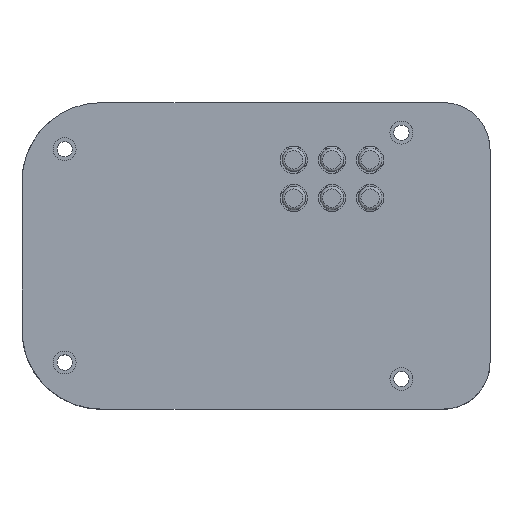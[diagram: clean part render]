
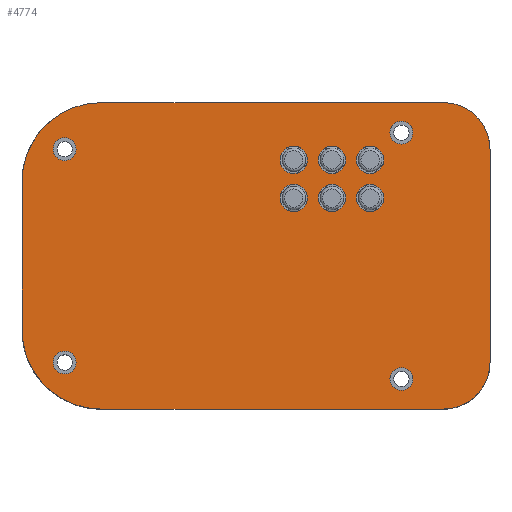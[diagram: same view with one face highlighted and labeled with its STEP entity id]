
A CAD part, top view. The second image highlights one B-rep face of the part: STEP entity #4774.
In plain terms, the highlighted planar face has unit normal (0, 0, 1).
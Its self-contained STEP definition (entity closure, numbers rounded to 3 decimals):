
#129=FACE_BOUND('',#654,.T.);
#130=FACE_BOUND('',#655,.T.);
#131=FACE_BOUND('',#656,.T.);
#132=FACE_BOUND('',#657,.T.);
#133=FACE_BOUND('',#658,.T.);
#134=FACE_BOUND('',#659,.T.);
#135=FACE_BOUND('',#660,.T.);
#136=FACE_BOUND('',#661,.T.);
#137=FACE_BOUND('',#662,.T.);
#138=FACE_BOUND('',#663,.T.);
#177=PLANE('',#5152);
#363=FACE_OUTER_BOUND('',#653,.T.);
#653=EDGE_LOOP('',(#3471,#3472,#3473,#3474,#3475,#3476,#3477,#3478));
#654=EDGE_LOOP('',(#3479));
#655=EDGE_LOOP('',(#3480));
#656=EDGE_LOOP('',(#3481));
#657=EDGE_LOOP('',(#3482));
#658=EDGE_LOOP('',(#3483));
#659=EDGE_LOOP('',(#3484));
#660=EDGE_LOOP('',(#3485));
#661=EDGE_LOOP('',(#3486));
#662=EDGE_LOOP('',(#3487));
#663=EDGE_LOOP('',(#3488));
#968=CIRCLE('',#5122,2.7);
#973=CIRCLE('',#5131,2.7);
#982=CIRCLE('',#5145,2.7);
#983=CIRCLE('',#5147,2.7);
#984=CIRCLE('',#5149,2.7);
#985=CIRCLE('',#5151,2.7);
#986=CIRCLE('',#5153,9.15);
#987=CIRCLE('',#5154,15.5);
#988=CIRCLE('',#5155,15.5);
#989=CIRCLE('',#5156,9.15);
#990=CIRCLE('',#5157,2.25);
#991=CIRCLE('',#5158,2.25);
#992=CIRCLE('',#5159,2.25);
#993=CIRCLE('',#5160,2.25);
#1271=LINE('',#7496,#1652);
#1272=LINE('',#7500,#1653);
#1273=LINE('',#7504,#1654);
#1274=LINE('',#7508,#1655);
#1652=VECTOR('',#5931,10.);
#1653=VECTOR('',#5934,10.);
#1654=VECTOR('',#5937,10.);
#1655=VECTOR('',#5940,10.);
#2057=VERTEX_POINT('',#7433);
#2064=VERTEX_POINT('',#7455);
#2071=VERTEX_POINT('',#7478);
#2072=VERTEX_POINT('',#7482);
#2073=VERTEX_POINT('',#7486);
#2074=VERTEX_POINT('',#7490);
#2075=VERTEX_POINT('',#7494);
#2076=VERTEX_POINT('',#7495);
#2077=VERTEX_POINT('',#7497);
#2078=VERTEX_POINT('',#7499);
#2079=VERTEX_POINT('',#7501);
#2080=VERTEX_POINT('',#7503);
#2081=VERTEX_POINT('',#7505);
#2082=VERTEX_POINT('',#7507);
#2083=VERTEX_POINT('',#7510);
#2084=VERTEX_POINT('',#7512);
#2085=VERTEX_POINT('',#7514);
#2086=VERTEX_POINT('',#7516);
#2578=EDGE_CURVE('',#2057,#2057,#968,.T.);
#2589=EDGE_CURVE('',#2064,#2064,#973,.T.);
#2600=EDGE_CURVE('',#2071,#2071,#982,.T.);
#2602=EDGE_CURVE('',#2072,#2072,#983,.T.);
#2604=EDGE_CURVE('',#2073,#2073,#984,.T.);
#2606=EDGE_CURVE('',#2074,#2074,#985,.T.);
#2608=EDGE_CURVE('',#2075,#2076,#1271,.T.);
#2609=EDGE_CURVE('',#2077,#2075,#986,.T.);
#2610=EDGE_CURVE('',#2078,#2077,#1272,.T.);
#2611=EDGE_CURVE('',#2079,#2078,#987,.T.);
#2612=EDGE_CURVE('',#2080,#2079,#1273,.T.);
#2613=EDGE_CURVE('',#2081,#2080,#988,.T.);
#2614=EDGE_CURVE('',#2082,#2081,#1274,.T.);
#2615=EDGE_CURVE('',#2076,#2082,#989,.T.);
#2616=EDGE_CURVE('',#2083,#2083,#990,.T.);
#2617=EDGE_CURVE('',#2084,#2084,#991,.T.);
#2618=EDGE_CURVE('',#2085,#2085,#992,.T.);
#2619=EDGE_CURVE('',#2086,#2086,#993,.T.);
#3471=ORIENTED_EDGE('',*,*,#2608,.F.);
#3472=ORIENTED_EDGE('',*,*,#2609,.F.);
#3473=ORIENTED_EDGE('',*,*,#2610,.F.);
#3474=ORIENTED_EDGE('',*,*,#2611,.F.);
#3475=ORIENTED_EDGE('',*,*,#2612,.F.);
#3476=ORIENTED_EDGE('',*,*,#2613,.F.);
#3477=ORIENTED_EDGE('',*,*,#2614,.F.);
#3478=ORIENTED_EDGE('',*,*,#2615,.F.);
#3479=ORIENTED_EDGE('',*,*,#2589,.T.);
#3480=ORIENTED_EDGE('',*,*,#2600,.T.);
#3481=ORIENTED_EDGE('',*,*,#2578,.T.);
#3482=ORIENTED_EDGE('',*,*,#2602,.T.);
#3483=ORIENTED_EDGE('',*,*,#2604,.T.);
#3484=ORIENTED_EDGE('',*,*,#2606,.T.);
#3485=ORIENTED_EDGE('',*,*,#2616,.T.);
#3486=ORIENTED_EDGE('',*,*,#2617,.T.);
#3487=ORIENTED_EDGE('',*,*,#2618,.T.);
#3488=ORIENTED_EDGE('',*,*,#2619,.T.);
#4774=ADVANCED_FACE('',(#363,#129,#130,#131,#132,#133,#134,#135,#136,#137,
#138),#177,.F.);
#5122=AXIS2_PLACEMENT_3D('',#7434,#5857,#5858);
#5131=AXIS2_PLACEMENT_3D('',#7456,#5881,#5882);
#5145=AXIS2_PLACEMENT_3D('',#7479,#5911,#5912);
#5147=AXIS2_PLACEMENT_3D('',#7483,#5916,#5917);
#5149=AXIS2_PLACEMENT_3D('',#7487,#5921,#5922);
#5151=AXIS2_PLACEMENT_3D('',#7491,#5926,#5927);
#5152=AXIS2_PLACEMENT_3D('',#7493,#5929,#5930);
#5153=AXIS2_PLACEMENT_3D('',#7498,#5932,#5933);
#5154=AXIS2_PLACEMENT_3D('',#7502,#5935,#5936);
#5155=AXIS2_PLACEMENT_3D('',#7506,#5938,#5939);
#5156=AXIS2_PLACEMENT_3D('',#7509,#5941,#5942);
#5157=AXIS2_PLACEMENT_3D('',#7511,#5943,#5944);
#5158=AXIS2_PLACEMENT_3D('',#7513,#5945,#5946);
#5159=AXIS2_PLACEMENT_3D('',#7515,#5947,#5948);
#5160=AXIS2_PLACEMENT_3D('',#7517,#5949,#5950);
#5857=DIRECTION('center_axis',(0.,0.,-1.));
#5858=DIRECTION('ref_axis',(-1.,0.,0.));
#5881=DIRECTION('center_axis',(0.,0.,-1.));
#5882=DIRECTION('ref_axis',(-1.,0.,0.));
#5911=DIRECTION('center_axis',(0.,0.,-1.));
#5912=DIRECTION('ref_axis',(-1.,0.,0.));
#5916=DIRECTION('center_axis',(0.,0.,-1.));
#5917=DIRECTION('ref_axis',(-1.,0.,0.));
#5921=DIRECTION('center_axis',(0.,0.,-1.));
#5922=DIRECTION('ref_axis',(-1.,0.,0.));
#5926=DIRECTION('center_axis',(0.,0.,-1.));
#5927=DIRECTION('ref_axis',(-1.,0.,0.));
#5929=DIRECTION('center_axis',(0.,0.,-1.));
#5930=DIRECTION('ref_axis',(1.,0.,0.));
#5931=DIRECTION('',(0.,-1.,0.));
#5932=DIRECTION('center_axis',(0.,0.,-1.));
#5933=DIRECTION('ref_axis',(1.,0.,0.));
#5934=DIRECTION('',(1.,0.,0.));
#5935=DIRECTION('center_axis',(0.,0.,-1.));
#5936=DIRECTION('ref_axis',(0.,1.,0.));
#5937=DIRECTION('',(0.,1.,0.));
#5938=DIRECTION('center_axis',(0.,0.,-1.));
#5939=DIRECTION('ref_axis',(-1.,0.,0.));
#5940=DIRECTION('',(-1.,0.,0.));
#5941=DIRECTION('center_axis',(0.,0.,-1.));
#5942=DIRECTION('ref_axis',(0.,-1.,0.));
#5943=DIRECTION('center_axis',(0.,0.,-1.));
#5944=DIRECTION('ref_axis',(-1.,0.,0.));
#5945=DIRECTION('center_axis',(0.,0.,-1.));
#5946=DIRECTION('ref_axis',(-1.,0.,0.));
#5947=DIRECTION('center_axis',(0.,0.,-1.));
#5948=DIRECTION('ref_axis',(-1.,0.,0.));
#5949=DIRECTION('center_axis',(0.,0.,-1.));
#5950=DIRECTION('ref_axis',(-1.,0.,0.));
#7433=CARTESIAN_POINT('',(25.12,18.855,43.8));
#7434=CARTESIAN_POINT('Origin',(22.42,18.855,43.8));
#7455=CARTESIAN_POINT('',(17.62,18.855,43.8));
#7456=CARTESIAN_POINT('Origin',(14.92,18.855,43.8));
#7478=CARTESIAN_POINT('',(10.12,18.855,43.8));
#7479=CARTESIAN_POINT('Origin',(7.42,18.855,43.8));
#7482=CARTESIAN_POINT('',(17.62,11.355,43.8));
#7483=CARTESIAN_POINT('Origin',(14.92,11.355,43.8));
#7486=CARTESIAN_POINT('',(10.12,11.355,43.8));
#7487=CARTESIAN_POINT('Origin',(7.42,11.355,43.8));
#7490=CARTESIAN_POINT('',(25.12,11.355,43.8));
#7491=CARTESIAN_POINT('Origin',(22.42,11.355,43.8));
#7493=CARTESIAN_POINT('Origin',(0.,0.,43.8));
#7494=CARTESIAN_POINT('',(45.98,20.955,43.8));
#7495=CARTESIAN_POINT('',(45.98,-20.955,43.8));
#7496=CARTESIAN_POINT('',(45.98,-10.478,43.8));
#7497=CARTESIAN_POINT('',(36.83,30.105,43.8));
#7498=CARTESIAN_POINT('Origin',(36.83,20.955,43.8));
#7499=CARTESIAN_POINT('',(-30.48,30.105,43.8));
#7500=CARTESIAN_POINT('',(18.415,30.105,43.8));
#7501=CARTESIAN_POINT('',(-45.98,14.605,43.8));
#7502=CARTESIAN_POINT('Origin',(-30.48,14.605,43.8));
#7503=CARTESIAN_POINT('',(-45.98,-14.605,43.8));
#7504=CARTESIAN_POINT('',(-45.98,7.303,43.8));
#7505=CARTESIAN_POINT('',(-30.48,-30.105,43.8));
#7506=CARTESIAN_POINT('Origin',(-30.48,-14.605,43.8));
#7507=CARTESIAN_POINT('',(36.83,-30.105,43.8));
#7508=CARTESIAN_POINT('',(-15.24,-30.105,43.8));
#7509=CARTESIAN_POINT('Origin',(36.83,-20.955,43.8));
#7510=CARTESIAN_POINT('',(-35.34,20.955,43.8));
#7511=CARTESIAN_POINT('Origin',(-37.59,20.955,43.8));
#7512=CARTESIAN_POINT('',(-35.34,-20.955,43.8));
#7513=CARTESIAN_POINT('Origin',(-37.59,-20.955,43.8));
#7514=CARTESIAN_POINT('',(30.82,24.195,43.8));
#7515=CARTESIAN_POINT('Origin',(28.57,24.195,43.8));
#7516=CARTESIAN_POINT('',(30.82,-24.195,43.8));
#7517=CARTESIAN_POINT('Origin',(28.57,-24.195,43.8));
